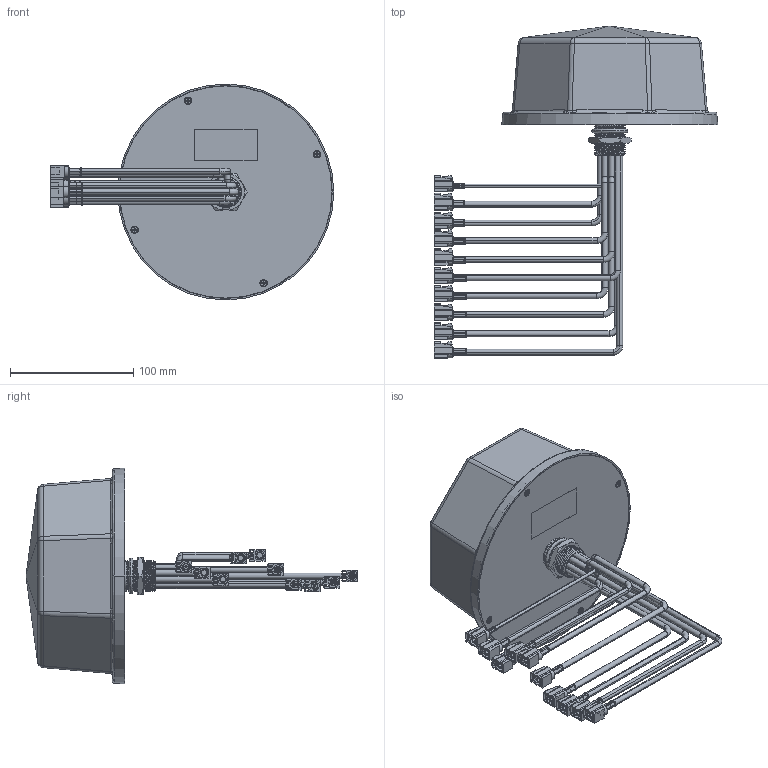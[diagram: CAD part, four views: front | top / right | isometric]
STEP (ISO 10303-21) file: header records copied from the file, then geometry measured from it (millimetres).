
FILE_DESCRIPTION (( 'STEP AP214' ), '1' );
FILE_NAME ('FMANOM1099_3D.step', '2023-03-13T19:40:07', ( '' ), ( '' ), 'SwSTEP 2.0', 'SolidWorks 2022', '' );
FILE_SCHEMA (( 'AUTOMOTIVE_DESIGN' ));
Length unit declared in the file: inch
Products named in the file (11): LUOMU_M25^FMANOM1099; CB441YD_01^FMANOM1099; PE44646D^FMANOM1099; CB451YD_01^FMANOM1099; PE44646l^FMANOM1099_I; DIANLAN-451^FMANOM1099; CB451YD_02^FMANOM1099; KA3X10^FMANOM1099; PE44646C^FMANOM1099_CRIMPED; FMANOM1099_3D; O-29X3^FMANOM1099
Assembly tree (20 placements, depth 2):
  FMANOM1099_3D
    CB441YD_01^FMANOM1099
    CB451YD_01^FMANOM1099
    CB451YD_02^FMANOM1099
    KA3X10^FMANOM1099  x4
    DIANLAN-451^FMANOM1099
    O-29X3^FMANOM1099
    LUOMU_M25^FMANOM1099
    PE44646C^FMANOM1099_CRIMPED
    PE44646D^FMANOM1099  x4
    PE44646l^FMANOM1099_I  x5
Bounding box: 229.78 x 268.99 x 175 mm (x, y, z)
Volume: 229260.6 mm3; surface area: 224082.1 mm2
Topology: 48 solids, 48 shells, 2065 faces, 5471 edges, 3525 vertices
Faces by surface type: plane 1052, cylinder 618, cone 197, bspline 132, torus 58, sphere 8
Entity records: 43099 total; most frequent: CARTESIAN_POINT 17246, ORIENTED_EDGE 4798, DIRECTION 4351, EDGE_CURVE 2399, AXIS2_PLACEMENT_3D 1628, VERTEX_POINT 1516, VECTOR 1095, LINE 1095
